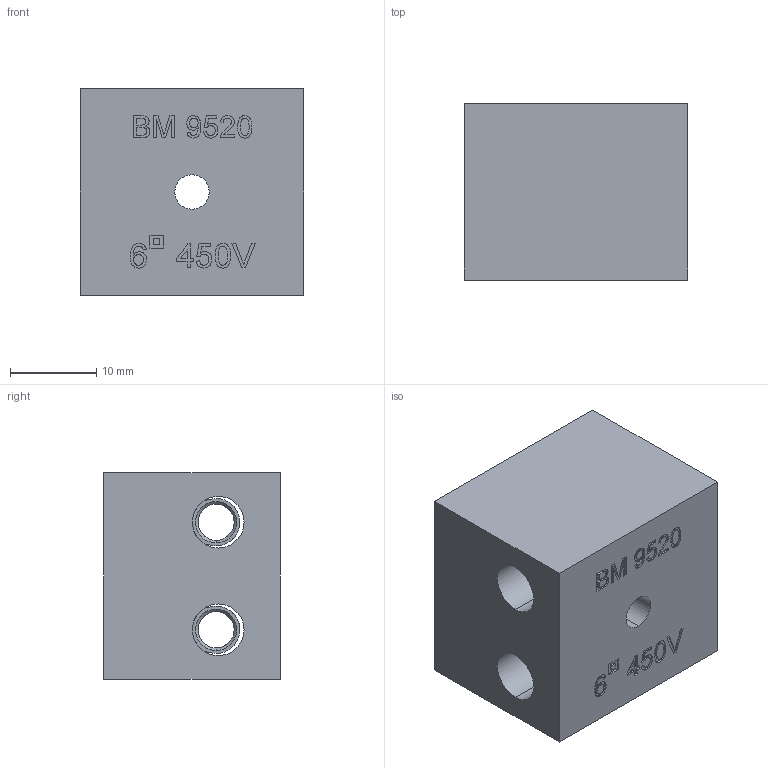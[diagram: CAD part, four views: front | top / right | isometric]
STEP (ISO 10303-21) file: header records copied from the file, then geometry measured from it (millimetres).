
FILE_DESCRIPTION (( 'STEP AP203' ), '1' );
FILE_NAME ('9520.STEP', '2025-09-26T11:21:03', ( '' ), ( '' ), 'SwSTEP 2.0', 'SolidWorks 2022', '' );
FILE_SCHEMA (( 'CONFIG_CONTROL_DESIGN' ));
Length unit declared in the file: millimetre
Products named in the file (4): SABUS9202; SAINVSTEA9520; 9520; SAVMIC357
Assembly tree (7 placements, depth 2):
  9520
    SAINVSTEA9520
    SABUS9202  x2
    SAVMIC357  x4
Bounding box: 26 x 20.5 x 24 mm (x, y, z)
Volume: 10502.3 mm3; surface area: 6684.2 mm2
Topology: 7 solids, 7 shells, 319 faces, 820 edges, 536 vertices
Faces by surface type: plane 156, bspline 89, cylinder 50, cone 24
Entity records: 13534 total; most frequent: CARTESIAN_POINT 7135, ORIENTED_EDGE 1360, DIRECTION 932, EDGE_CURVE 680, VERTEX_POINT 446, LINE 402, VECTOR 402, EDGE_LOOP 300
